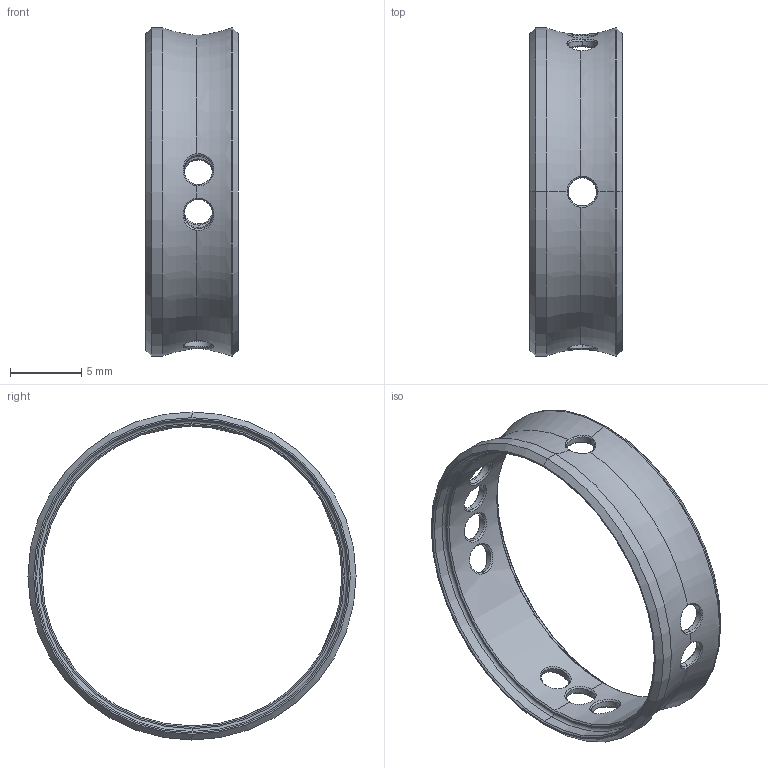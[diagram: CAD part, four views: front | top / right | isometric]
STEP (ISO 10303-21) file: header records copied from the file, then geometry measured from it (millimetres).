
FILE_DESCRIPTION (( 'STEP AP203' ), '1' );
FILE_NAME ('bague 2.STEP', '2019-01-31T09:23:45', ( '' ), ( '' ), 'SwSTEP 2.0', 'SolidWorks 2018', '' );
FILE_SCHEMA (( 'CONFIG_CONTROL_DESIGN' ));
Length unit declared in the file: millimetre
Products named in the file (2): bague 2
Bounding box: 6.5 x 23.1 x 23.1 mm (x, y, z)
Volume: 269.9 mm3; surface area: 953.1 mm2
Topology: 1 solids, 1 shells, 92 faces, 270 edges, 170 vertices
Faces by surface type: bspline 58, cylinder 12, cone 10, torus 8, plane 4
Entity records: 31283 total; most frequent: CARTESIAN_POINT 29174, ORIENTED_EDGE 540, EDGE_CURVE 270, DIRECTION 200, B_SPLINE_CURVE_WITH_KNOTS 194, VERTEX_POINT 170, EDGE_LOOP 104, FACE_OUTER_BOUND 92
